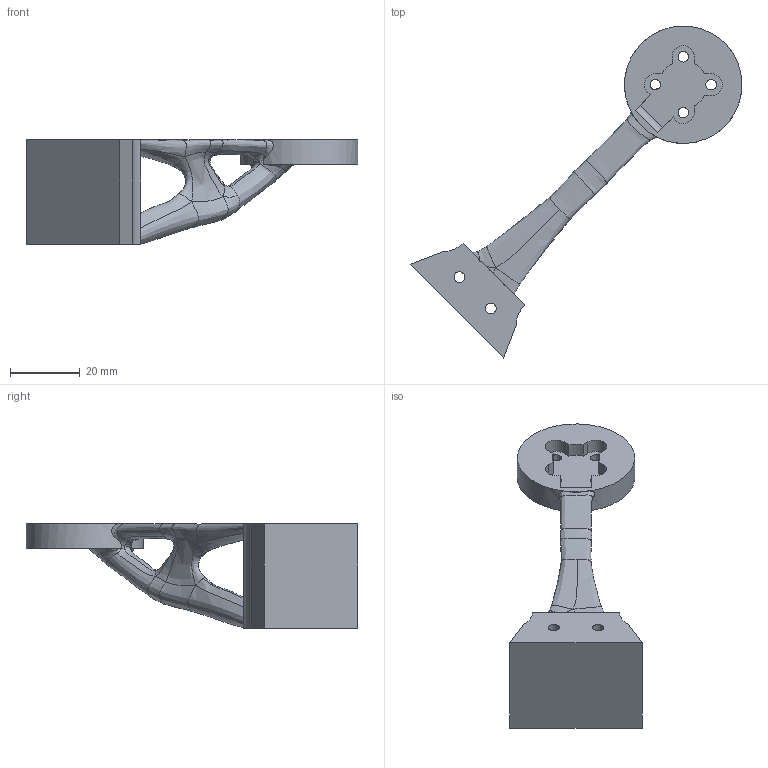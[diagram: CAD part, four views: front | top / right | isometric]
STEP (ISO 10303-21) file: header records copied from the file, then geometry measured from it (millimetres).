
FILE_DESCRIPTION(/* description */ (''),/* implementation_level */ '2;1');
FILE_NAME(/* name */ 'Drone Arm Generative Design V1 v9.step',/* time_stamp */ '2025-07-11T12:12:01-07:00',/* author */ (''),/* organization */ (''),/* preprocessor_version */ 'ST-DEVELOPER v20.1',/* originating_system */ 'Autodesk Translation Framework v14.10.0.0',/* authorisation */ '');
FILE_SCHEMA (('AUTOMOTIVE_DESIGN { 1 0 10303 214 3 1 1 }'));
Length unit declared in the file: centimetre
Products named in the file (1): Drone Arm Generative Design V1
Bounding box: 95.13 x 95.12 x 30.07 mm (x, y, z)
Volume: 24775.7 mm3; surface area: 10559.5 mm2
Topology: 1 solids, 1 shells, 79 faces, 205 edges, 125 vertices
Faces by surface type: bspline 43, plane 19, cylinder 17
Full cylindrical faces by diameter (mm): 3 x4, 3.1 x2, 33.68 x1
Entity records: 10915 total; most frequent: CARTESIAN_POINT 9259, ORIENTED_EDGE 410, EDGE_CURVE 205, DIRECTION 205, VERTEX_POINT 125, B_SPLINE_CURVE_WITH_KNOTS 111, EDGE_LOOP 92, FACE_OUTER_BOUND 79
